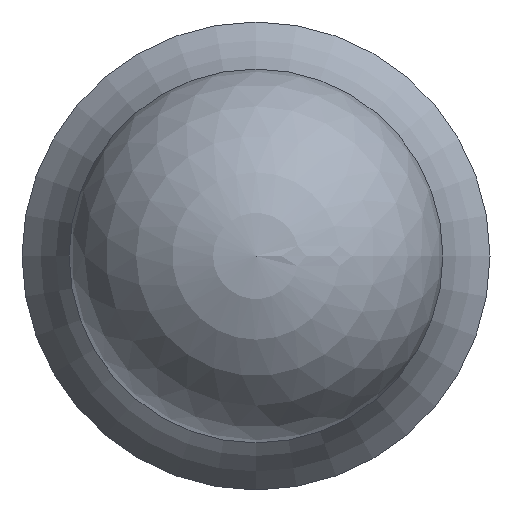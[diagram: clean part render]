
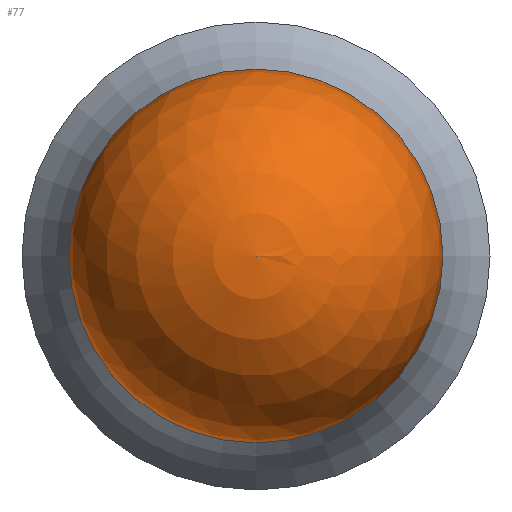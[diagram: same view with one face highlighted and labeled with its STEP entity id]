
A CAD part, left-side view. The second image highlights one B-rep face of the part: STEP entity #77.
In plain terms, the highlighted spherical face has radius 4 mm.
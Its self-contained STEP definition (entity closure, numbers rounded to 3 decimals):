
#57=SPHERICAL_SURFACE('',#160,4.);
#77=ADVANCED_FACE('',(#89),#57,.T.);
#89=FACE_OUTER_BOUND('',#95,.T.);
#95=EDGE_LOOP('',(#113));
#113=ORIENTED_EDGE('',*,*,#138,.T.);
#129=VERTEX_POINT('',#223);
#138=EDGE_CURVE('',#129,#129,#147,.T.);
#147=CIRCLE('',#158,3.995);
#158=AXIS2_PLACEMENT_3D('',#222,#182,#183);
#160=AXIS2_PLACEMENT_3D('',#225,#186,#187);
#182=DIRECTION('',(-1.,0.,0.));
#183=DIRECTION('',(0.,0.,1.));
#186=DIRECTION('',(-1.,0.,0.));
#187=DIRECTION('',(0.,-1.,0.));
#222=CARTESIAN_POINT('',(4.209,0.,0.));
#223=CARTESIAN_POINT('',(4.209,0.,3.995));
#225=CARTESIAN_POINT('',(4.,0.,0.));
